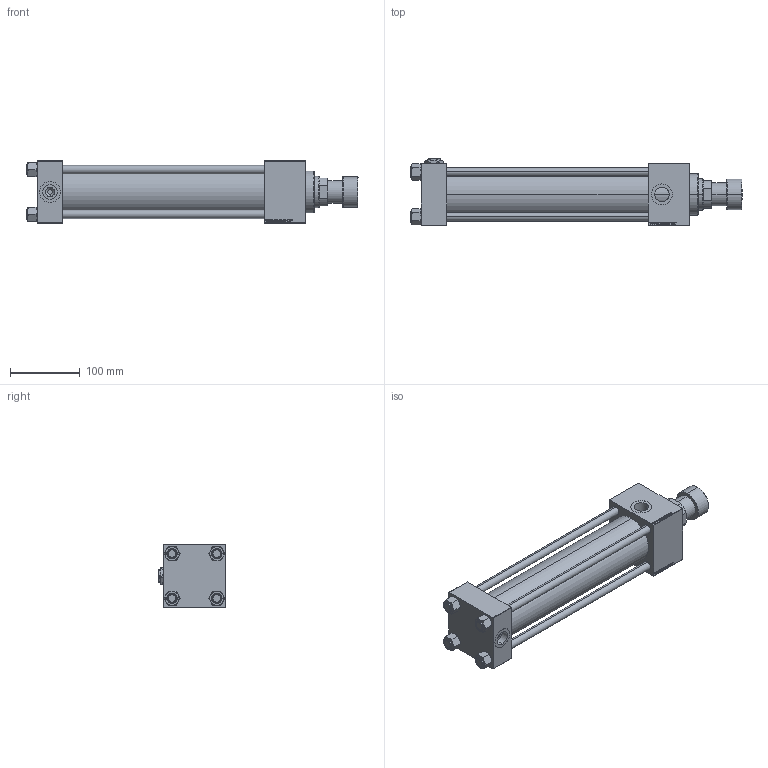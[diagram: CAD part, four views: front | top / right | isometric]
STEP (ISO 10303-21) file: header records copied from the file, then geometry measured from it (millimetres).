
FILE_DESCRIPTION (( 'STEP AP203' ), '1' );
FILE_NAME ('7f69.STEP', '2022-04-16T20:44:47', ( '' ), ( '' ), 'SwSTEP 2.0', 'SolidWorks 2019', '' );
FILE_SCHEMA (( 'CONFIG_CONTROL_DESIGN' ));
Length unit declared in the file: millimetre
Products named in the file (8): Zatka_pro_OIL_PORT 5f31e8c38685db0fbe8035d3e77d68cc; V215CD_Body_C 5f31e8c38685db0fbe8035d3e77d68cc; V215CD_C_TYCINKA 5f31e8c38685db0fbe8035d3e77d68cc; V215CR_ROD_END_F 5f31e8c38685db0fbe8035d3e77d68cc; V215CD_VC_C 5f31e8c38685db0fbe8035d3e77d68cc; 7f69; NUT_M5_V215CD_C 5f31e8c38685db0fbe8035d3e77d68cc; V215CD_VCP_C 5f31e8c38685db0fbe8035d3e77d68cc
Assembly tree (13 placements, depth 2):
  7f69
    V215CD_Body_C 5f31e8c38685db0fbe8035d3e77d68cc
    V215CD_VC_C 5f31e8c38685db0fbe8035d3e77d68cc
    V215CD_VCP_C 5f31e8c38685db0fbe8035d3e77d68cc
    V215CD_C_TYCINKA 5f31e8c38685db0fbe8035d3e77d68cc  x4
    NUT_M5_V215CD_C 5f31e8c38685db0fbe8035d3e77d68cc  x4
    V215CR_ROD_END_F 5f31e8c38685db0fbe8035d3e77d68cc
    Zatka_pro_OIL_PORT 5f31e8c38685db0fbe8035d3e77d68cc
Bounding box: 477 x 97 x 90 mm (x, y, z)
Volume: 1660412.8 mm3; surface area: 363947.4 mm2
Topology: 13 solids, 13 shells, 1218 faces, 3024 edges, 1951 vertices
Faces by surface type: plane 554, bspline 392, cone 160, cylinder 100, torus 12
Entity records: 52462 total; most frequent: CARTESIAN_POINT 27684, ORIENTED_EDGE 5540, DIRECTION 3608, EDGE_CURVE 2770, VERTEX_POINT 1807, LINE 1642, VECTOR 1642, EDGE_LOOP 1231
